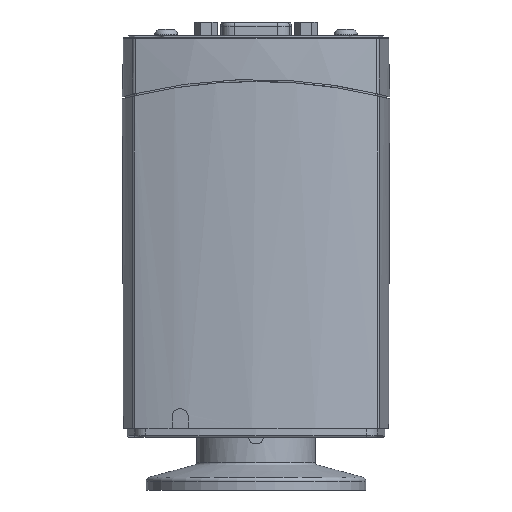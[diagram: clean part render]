
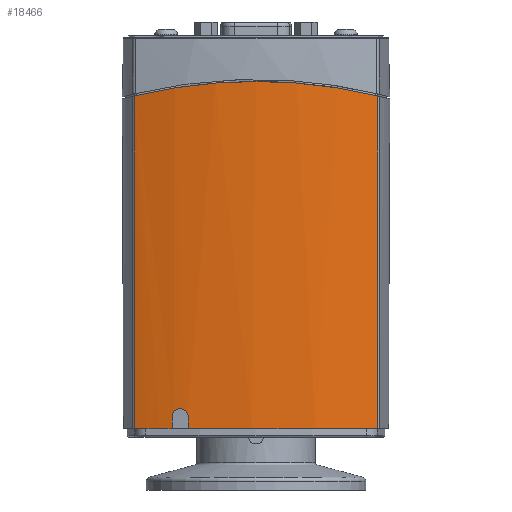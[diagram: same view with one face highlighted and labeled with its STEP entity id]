
A CAD part, front view. The second image highlights one B-rep face of the part: STEP entity #18466.
In plain terms, the highlighted cylindrical face has radius 100 mm (diameter 200 mm), a partial arc.
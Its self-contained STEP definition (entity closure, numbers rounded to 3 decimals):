
#2433=FACE_OUTER_BOUND('',#3361,.T.);
#3361=EDGE_LOOP('',(#14722,#14723,#14724,#14725,#14726,#14727,#14728,#14729,
#14730));
#3732=B_SPLINE_CURVE_WITH_KNOTS('',3,(#29747,#29748,#29749,#29750,#29751,
#29752,#29753,#29754,#29755,#29756,#29757,#29758,#29759,#29760,#29761,#29762,
#29763,#29764),.UNSPECIFIED.,.F.,.F.,(4,2,2,2,2,2,2,2,4),(0.,0.075,
0.151,0.227,0.304,0.381,
0.457,0.533,0.608),.UNSPECIFIED.);
#3733=B_SPLINE_CURVE_WITH_KNOTS('',3,(#29769,#29770,#29771,#29772,#29773,
#29774),.UNSPECIFIED.,.F.,.F.,(4,2,4),(3.287,4.714,
6.285),.UNSPECIFIED.);
#3734=B_SPLINE_CURVE_WITH_KNOTS('',3,(#29775,#29776,#29777,#29778,#29779,
#29780),.UNSPECIFIED.,.F.,.F.,(4,2,4),(6.285,7.856,
9.283),.UNSPECIFIED.);
#4198=CIRCLE('',#19808,100.);
#4199=CIRCLE('',#19809,100.);
#5609=LINE('',#29671,#7073);
#5610=LINE('',#29686,#7074);
#5614=LINE('',#29745,#7078);
#5615=LINE('',#29766,#7079);
#7073=VECTOR('',#23668,10.);
#7074=VECTOR('',#23671,10.);
#7078=VECTOR('',#23691,10.);
#7079=VECTOR('',#23692,10.);
#8531=VERTEX_POINT('',#29658);
#8532=VERTEX_POINT('',#29669);
#8534=VERTEX_POINT('',#29674);
#8535=VERTEX_POINT('',#29685);
#8543=VERTEX_POINT('',#29743);
#8544=VERTEX_POINT('',#29744);
#8545=VERTEX_POINT('',#29746);
#8546=VERTEX_POINT('',#29765);
#8547=VERTEX_POINT('',#29768);
#10670=EDGE_CURVE('',#8532,#8531,#5609,.T.);
#10672=EDGE_CURVE('',#8534,#8535,#5610,.T.);
#10685=EDGE_CURVE('',#8543,#8544,#5614,.T.);
#10686=EDGE_CURVE('',#8544,#8545,#3732,.T.);
#10687=EDGE_CURVE('',#8545,#8546,#5615,.T.);
#10688=EDGE_CURVE('',#8546,#8535,#4198,.T.);
#10689=EDGE_CURVE('',#8534,#8547,#3733,.T.);
#10690=EDGE_CURVE('',#8547,#8531,#3734,.T.);
#10691=EDGE_CURVE('',#8532,#8543,#4199,.T.);
#14722=ORIENTED_EDGE('',*,*,#10685,.T.);
#14723=ORIENTED_EDGE('',*,*,#10686,.T.);
#14724=ORIENTED_EDGE('',*,*,#10687,.T.);
#14725=ORIENTED_EDGE('',*,*,#10688,.T.);
#14726=ORIENTED_EDGE('',*,*,#10672,.F.);
#14727=ORIENTED_EDGE('',*,*,#10689,.T.);
#14728=ORIENTED_EDGE('',*,*,#10690,.T.);
#14729=ORIENTED_EDGE('',*,*,#10670,.F.);
#14730=ORIENTED_EDGE('',*,*,#10691,.T.);
#15857=CYLINDRICAL_SURFACE('',#19807,100.);
#18466=ADVANCED_FACE('',(#2433),#15857,.T.);
#19807=AXIS2_PLACEMENT_3D('',#29742,#23689,#23690);
#19808=AXIS2_PLACEMENT_3D('',#29767,#23693,#23694);
#19809=AXIS2_PLACEMENT_3D('',#29781,#23695,#23696);
#23668=DIRECTION('',(0.,0.,1.));
#23671=DIRECTION('',(0.,0.,-1.));
#23689=DIRECTION('center_axis',(0.,0.,
1.));
#23690=DIRECTION('ref_axis',(-0.308,-0.951,0.));
#23691=DIRECTION('',(0.,0.,1.));
#23692=DIRECTION('',(0.,0.,-1.));
#23693=DIRECTION('center_axis',(0.,0.,
1.));
#23694=DIRECTION('ref_axis',(-0.308,-0.951,0.));
#23695=DIRECTION('center_axis',(0.,0.,
1.));
#23696=DIRECTION('ref_axis',(-0.308,-0.951,0.));
#29658=CARTESIAN_POINT('',(-30.462,-23.247,83.381));
#29669=CARTESIAN_POINT('',(-30.462,-23.247,0.));
#29671=CARTESIAN_POINT('',(-30.462,-23.247,0.));
#29674=CARTESIAN_POINT('',(30.462,-23.247,83.381));
#29685=CARTESIAN_POINT('',(30.462,-23.247,0.));
#29686=CARTESIAN_POINT('',(30.462,-23.247,0.));
#29742=CARTESIAN_POINT('Origin',(0.,72.,0.));
#29743=CARTESIAN_POINT('',(-21.,-25.77,0.));
#29744=CARTESIAN_POINT('',(-21.,-25.77,3.));
#29745=CARTESIAN_POINT('',(-21.,-25.77,0.));
#29746=CARTESIAN_POINT('',(-17.,-26.544,3.));
#29747=CARTESIAN_POINT('Ctrl Pts',(-21.,-25.77,
3.));
#29748=CARTESIAN_POINT('Ctrl Pts',(-21.,-25.77,
3.251));
#29749=CARTESIAN_POINT('Ctrl Pts',(-20.95,-25.781,
3.518));
#29750=CARTESIAN_POINT('Ctrl Pts',(-20.747,-25.824,
4.009));
#29751=CARTESIAN_POINT('Ctrl Pts',(-20.595,-25.856,
4.232));
#29752=CARTESIAN_POINT('Ctrl Pts',(-20.241,-25.93,
4.589));
#29753=CARTESIAN_POINT('Ctrl Pts',(-20.015,-25.977,
4.744));
#29754=CARTESIAN_POINT('Ctrl Pts',(-19.52,-26.077,
4.95));
#29755=CARTESIAN_POINT('Ctrl Pts',(-19.252,-26.13,
5.));
#29756=CARTESIAN_POINT('Ctrl Pts',(-18.75,-26.227,5.));
#29757=CARTESIAN_POINT('Ctrl Pts',(-18.483,-26.277,
4.95));
#29758=CARTESIAN_POINT('Ctrl Pts',(-17.99,-26.369,
4.747));
#29759=CARTESIAN_POINT('Ctrl Pts',(-17.764,-26.41,
4.593));
#29760=CARTESIAN_POINT('Ctrl Pts',(-17.409,-26.473,
4.237));
#29761=CARTESIAN_POINT('Ctrl Pts',(-17.255,-26.5,
4.013));
#29762=CARTESIAN_POINT('Ctrl Pts',(-17.051,-26.536,3.52));
#29763=CARTESIAN_POINT('Ctrl Pts',(-17.,-26.544,
3.252));
#29764=CARTESIAN_POINT('Ctrl Pts',(-17.,-26.544,
3.));
#29765=CARTESIAN_POINT('',(-17.,-26.544,0.));
#29766=CARTESIAN_POINT('',(-17.,-26.544,0.));
#29767=CARTESIAN_POINT('Origin',(0.,72.,0.));
#29768=CARTESIAN_POINT('',(0.,-28.,87.));
#29769=CARTESIAN_POINT('Ctrl Pts',(30.462,-23.247,83.381));
#29770=CARTESIAN_POINT('Ctrl Pts',(25.756,-24.752,84.515));
#29771=CARTESIAN_POINT('Ctrl Pts',(20.898,-25.917,85.404));
#29772=CARTESIAN_POINT('Ctrl Pts',(10.641,-27.581,86.677));
#29773=CARTESIAN_POINT('Ctrl Pts',(5.238,-28.,87.));
#29774=CARTESIAN_POINT('Ctrl Pts',(0.,-28.,87.));
#29775=CARTESIAN_POINT('Ctrl Pts',(0.,-28.,87.));
#29776=CARTESIAN_POINT('Ctrl Pts',(-5.238,-28.,
87.));
#29777=CARTESIAN_POINT('Ctrl Pts',(-10.641,-27.581,86.677));
#29778=CARTESIAN_POINT('Ctrl Pts',(-20.898,-25.917,
85.404));
#29779=CARTESIAN_POINT('Ctrl Pts',(-25.756,-24.752,
84.515));
#29780=CARTESIAN_POINT('Ctrl Pts',(-30.462,-23.247,
83.381));
#29781=CARTESIAN_POINT('Origin',(0.,72.,0.));
